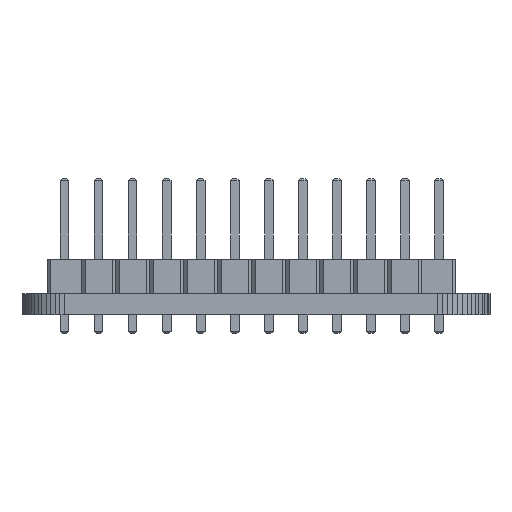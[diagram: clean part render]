
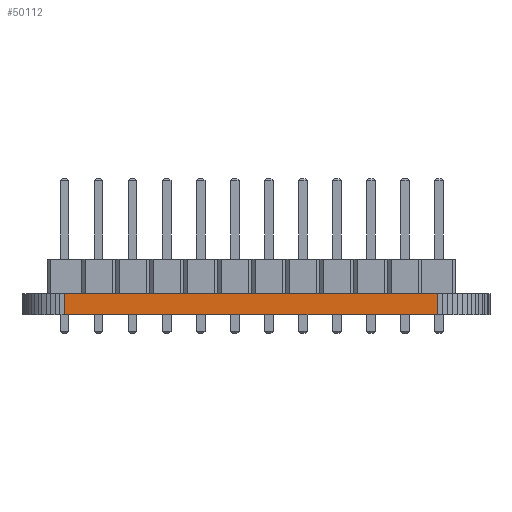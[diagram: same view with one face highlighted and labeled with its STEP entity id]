
A CAD part, front view. The second image highlights one B-rep face of the part: STEP entity #50112.
In plain terms, the highlighted planar face has unit normal (0, -1, 0).
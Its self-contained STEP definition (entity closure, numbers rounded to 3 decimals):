
#42179 = PLANE('',#42180);
#42180 = AXIS2_PLACEMENT_3D('',#42181,#42182,#42183);
#42181 = CARTESIAN_POINT('',(152.658,-100.397,1.58));
#42182 = DIRECTION('',(-0.,-0.,-1.));
#42183 = DIRECTION('',(-1.,0.,0.));
#42233 = PLANE('',#42234);
#42234 = AXIS2_PLACEMENT_3D('',#42235,#42236,#42237);
#42235 = CARTESIAN_POINT('',(152.658,-100.397,0.));
#42236 = DIRECTION('',(-0.,-0.,-1.));
#42237 = DIRECTION('',(-1.,0.,0.));
#43098 = VERTEX_POINT('',#43099);
#43099 = CARTESIAN_POINT('',(166.243,-119.761,0.));
#43113 = PLANE('',#43114);
#43114 = AXIS2_PLACEMENT_3D('',#43115,#43116,#43117);
#43115 = CARTESIAN_POINT('',(166.636,-119.753,0.));
#43116 = DIRECTION('',(0.02,-1.,0.));
#43117 = DIRECTION('',(-1.,-0.02,0.));
#43125 = EDGE_CURVE('',#43098,#43126,#43128,.T.);
#43126 = VERTEX_POINT('',#43127);
#43127 = CARTESIAN_POINT('',(138.43,-119.761,0.));
#43128 = SURFACE_CURVE('',#43129,(#43133,#43140),.PCURVE_S1.);
#43129 = LINE('',#43130,#43131);
#43130 = CARTESIAN_POINT('',(166.243,-119.761,0.));
#43131 = VECTOR('',#43132,1.);
#43132 = DIRECTION('',(-1.,0.,0.));
#43133 = PCURVE('',#42233,#43134);
#43134 = DEFINITIONAL_REPRESENTATION('',(#43135),#43139);
#43135 = LINE('',#43136,#43137);
#43136 = CARTESIAN_POINT('',(-13.585,-19.364));
#43137 = VECTOR('',#43138,1.);
#43138 = DIRECTION('',(1.,0.));
#43139 = ( GEOMETRIC_REPRESENTATION_CONTEXT(2) 
PARAMETRIC_REPRESENTATION_CONTEXT() REPRESENTATION_CONTEXT('2D SPACE',''
  ) );
#43140 = PCURVE('',#43141,#43146);
#43141 = PLANE('',#43142);
#43142 = AXIS2_PLACEMENT_3D('',#43143,#43144,#43145);
#43143 = CARTESIAN_POINT('',(166.243,-119.761,0.));
#43144 = DIRECTION('',(0.,-1.,0.));
#43145 = DIRECTION('',(-1.,0.,0.));
#43146 = DEFINITIONAL_REPRESENTATION('',(#43147),#43151);
#43147 = LINE('',#43148,#43149);
#43148 = CARTESIAN_POINT('',(0.,-0.));
#43149 = VECTOR('',#43150,1.);
#43150 = DIRECTION('',(1.,0.));
#43151 = ( GEOMETRIC_REPRESENTATION_CONTEXT(2) 
PARAMETRIC_REPRESENTATION_CONTEXT() REPRESENTATION_CONTEXT('2D SPACE',''
  ) );
#43169 = PLANE('',#43170);
#43170 = AXIS2_PLACEMENT_3D('',#43171,#43172,#43173);
#43171 = CARTESIAN_POINT('',(138.43,-119.761,0.));
#43172 = DIRECTION('',(-0.056,-0.998,0.));
#43173 = DIRECTION('',(-0.998,0.056,0.));
#46388 = VERTEX_POINT('',#46389);
#46389 = CARTESIAN_POINT('',(166.243,-119.761,1.58));
#46410 = EDGE_CURVE('',#46388,#46411,#46413,.T.);
#46411 = VERTEX_POINT('',#46412);
#46412 = CARTESIAN_POINT('',(138.43,-119.761,1.58));
#46413 = SURFACE_CURVE('',#46414,(#46418,#46425),.PCURVE_S1.);
#46414 = LINE('',#46415,#46416);
#46415 = CARTESIAN_POINT('',(166.243,-119.761,1.58));
#46416 = VECTOR('',#46417,1.);
#46417 = DIRECTION('',(-1.,0.,0.));
#46418 = PCURVE('',#42179,#46419);
#46419 = DEFINITIONAL_REPRESENTATION('',(#46420),#46424);
#46420 = LINE('',#46421,#46422);
#46421 = CARTESIAN_POINT('',(-13.585,-19.364));
#46422 = VECTOR('',#46423,1.);
#46423 = DIRECTION('',(1.,0.));
#46424 = ( GEOMETRIC_REPRESENTATION_CONTEXT(2) 
PARAMETRIC_REPRESENTATION_CONTEXT() REPRESENTATION_CONTEXT('2D SPACE',''
  ) );
#46425 = PCURVE('',#43141,#46426);
#46426 = DEFINITIONAL_REPRESENTATION('',(#46427),#46431);
#46427 = LINE('',#46428,#46429);
#46428 = CARTESIAN_POINT('',(0.,-1.58));
#46429 = VECTOR('',#46430,1.);
#46430 = DIRECTION('',(1.,0.));
#46431 = ( GEOMETRIC_REPRESENTATION_CONTEXT(2) 
PARAMETRIC_REPRESENTATION_CONTEXT() REPRESENTATION_CONTEXT('2D SPACE',''
  ) );
#50064 = EDGE_CURVE('',#43098,#46388,#50065,.T.);
#50065 = SURFACE_CURVE('',#50066,(#50070,#50077),.PCURVE_S1.);
#50066 = LINE('',#50067,#50068);
#50067 = CARTESIAN_POINT('',(166.243,-119.761,0.));
#50068 = VECTOR('',#50069,1.);
#50069 = DIRECTION('',(0.,0.,1.));
#50070 = PCURVE('',#43113,#50071);
#50071 = DEFINITIONAL_REPRESENTATION('',(#50072),#50076);
#50072 = LINE('',#50073,#50074);
#50073 = CARTESIAN_POINT('',(0.393,0.));
#50074 = VECTOR('',#50075,1.);
#50075 = DIRECTION('',(0.,-1.));
#50076 = ( GEOMETRIC_REPRESENTATION_CONTEXT(2) 
PARAMETRIC_REPRESENTATION_CONTEXT() REPRESENTATION_CONTEXT('2D SPACE',''
  ) );
#50077 = PCURVE('',#43141,#50078);
#50078 = DEFINITIONAL_REPRESENTATION('',(#50079),#50083);
#50079 = LINE('',#50080,#50081);
#50080 = CARTESIAN_POINT('',(0.,-0.));
#50081 = VECTOR('',#50082,1.);
#50082 = DIRECTION('',(0.,-1.));
#50083 = ( GEOMETRIC_REPRESENTATION_CONTEXT(2) 
PARAMETRIC_REPRESENTATION_CONTEXT() REPRESENTATION_CONTEXT('2D SPACE',''
  ) );
#50112 = ADVANCED_FACE('',(#50113),#43141,.T.);
#50113 = FACE_BOUND('',#50114,.T.);
#50114 = EDGE_LOOP('',(#50115,#50116,#50117,#50138));
#50115 = ORIENTED_EDGE('',*,*,#50064,.T.);
#50116 = ORIENTED_EDGE('',*,*,#46410,.T.);
#50117 = ORIENTED_EDGE('',*,*,#50118,.F.);
#50118 = EDGE_CURVE('',#43126,#46411,#50119,.T.);
#50119 = SURFACE_CURVE('',#50120,(#50124,#50131),.PCURVE_S1.);
#50120 = LINE('',#50121,#50122);
#50121 = CARTESIAN_POINT('',(138.43,-119.761,0.));
#50122 = VECTOR('',#50123,1.);
#50123 = DIRECTION('',(0.,0.,1.));
#50124 = PCURVE('',#43141,#50125);
#50125 = DEFINITIONAL_REPRESENTATION('',(#50126),#50130);
#50126 = LINE('',#50127,#50128);
#50127 = CARTESIAN_POINT('',(27.813,0.));
#50128 = VECTOR('',#50129,1.);
#50129 = DIRECTION('',(0.,-1.));
#50130 = ( GEOMETRIC_REPRESENTATION_CONTEXT(2) 
PARAMETRIC_REPRESENTATION_CONTEXT() REPRESENTATION_CONTEXT('2D SPACE',''
  ) );
#50131 = PCURVE('',#43169,#50132);
#50132 = DEFINITIONAL_REPRESENTATION('',(#50133),#50137);
#50133 = LINE('',#50134,#50135);
#50134 = CARTESIAN_POINT('',(0.,0.));
#50135 = VECTOR('',#50136,1.);
#50136 = DIRECTION('',(0.,-1.));
#50137 = ( GEOMETRIC_REPRESENTATION_CONTEXT(2) 
PARAMETRIC_REPRESENTATION_CONTEXT() REPRESENTATION_CONTEXT('2D SPACE',''
  ) );
#50138 = ORIENTED_EDGE('',*,*,#43125,.F.);
